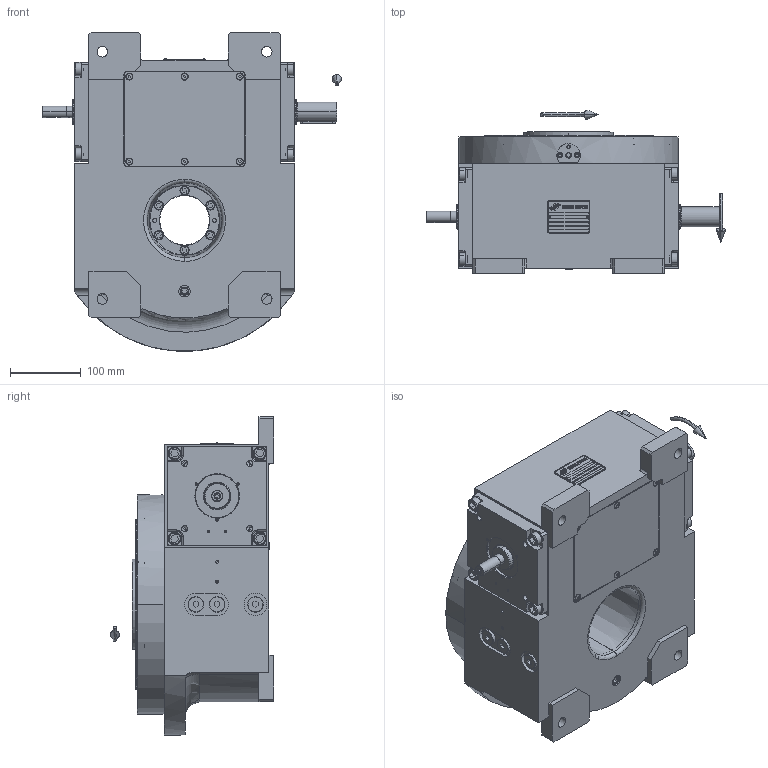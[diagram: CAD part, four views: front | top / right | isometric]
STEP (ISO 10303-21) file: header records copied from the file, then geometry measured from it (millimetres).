
FILE_DESCRIPTION (( 'STEP AP203' ), '1' );
FILE_NAME ('PC5201703.step', '2025-11-27T09:58:14', ( '' ), ( '' ), 'SwSTEP 2.0', 'SolidWorks 2020', '' );
FILE_SCHEMA (( 'CONFIG_CONTROL_DESIGN' ));
Length unit declared in the file: millimetre
Products named in the file (84): cfn2000_01_081; cfn2003_01_054; cfn2070_05_009; PC5201703; cfn2107_01_001; AS_rig09_016; RIG09_021_AF0.stp; CFN2010_01_020.stp; AS_rig09_004; cfn2000_01_099; RIG09_005_ASM.stp; cfn2276_01_056; rig09_007_master; cfn2155_01_196; cfn2128_19_002; cfn2104_01_018; freccia_angolare_albero; rig09_004; AS_rig09_071_12_m; AS_900_38_30_003; AS_rig09_002_bc; cfn2201_01_040; cfn2115_01_005; CFN2000_01_185.stp; cfn2205_01_015; cfn2151_01_170; CFN2203_02_002.stp; rig09_017; cfn2000_01_161; CFN2356_03_053.stp; cfn2128_04_002; rig09_002_bc; rig09_071_12_m.stp; cfn2155_01_095; CFN2223_02_003.stp; AS_cfn2476_01_002_60x46; RIG09_005_AF0.stp; cfn2000_01_126; AS_rig09_017; CFN2223_02_004.stp ...
Assembly tree (71 placements, depth 5):
  PC5201703
    rig09_001_a
    AS_cfn2476_01_002_60x46
      cfn2476_01_002_60x46
      cfn2107_01_001
      cfn2107_01_001
    AS_rig09_071_12_m
      rig09_071_12_m.stp
        RIG09_005_ASM.stp
          RIG09_005_AF0.stp
          RIG09_021_AF0.stp
          CFN2000_01_185.stp
          CFN2000_01_185.stp
          CFN2104_02_018.stp
        CFN2155_01_195.stp
        CFN2010_02_002.stp
      rig09_003_12
      cfn2000_01_099
      cfn2000_01_099
      cfn2000_01_099
      cfn2000_01_099
      cfn2000_01_099
      cfn2000_01_099
      cfn2000_01_099
      cfn2000_01_099
      cfn2104_01_018  x2
    AS_rig09_017
      rig09_017
      cfn2000_01_126
      cfn2000_01_126
      cfn2000_01_126
      cfn2000_01_126
      cfn2000_01_126
      cfn2000_01_126
      cfn2155_01_196
    AS_rig09_004
      rig09_004
      cfn2000_01_081
      cfn2155_01_095
      cfn2070_05_009
      cfn2000_01_081
      cfn2000_01_081
      cfn2000_01_081
    AS_rig09_004
      rig09_004
      cfn2000_01_081
      cfn2155_01_095
      cfn2070_05_009
      cfn2000_01_081
      cfn2000_01_081
      cfn2000_01_081
    AS_rig09_002_bc
      rig09_002_bc
      cfn2115_01_005
    cfn2128_04_002  x3
    cfn2128_19_002
    AS_rig09_016
      rig09_016
      cfn2003_01_054
      cfn2003_01_054
Bounding box: 422 x 231 x 450 mm (x, y, z)
Volume: 4770943 mm3; surface area: 1228503.8 mm2
Topology: 62 solids, 62 shells, 1990 faces, 4900 edges, 3143 vertices
Faces by surface type: plane 1028, cylinder 625, cone 302, torus 29, sphere 4, bspline 2
Entity records: 69132 total; most frequent: CARTESIAN_POINT 13610, DIRECTION 9921, ORIENTED_EDGE 9480, EDGE_CURVE 4740, AXIS2_PLACEMENT_3D 3409, LINE 3103, VECTOR 3103, VERTEX_POINT 3082
